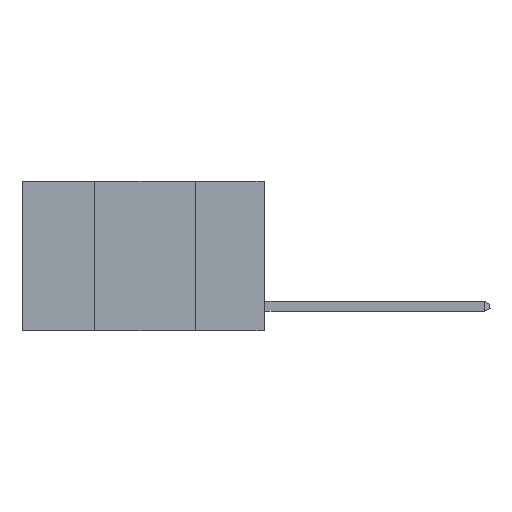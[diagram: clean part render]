
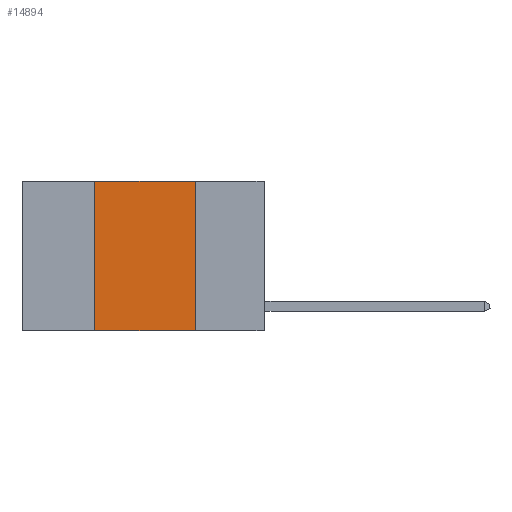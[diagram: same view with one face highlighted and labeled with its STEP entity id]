
A CAD part, left-side view. The second image highlights one B-rep face of the part: STEP entity #14894.
In plain terms, the highlighted planar face has unit normal (-1, 0, 0).
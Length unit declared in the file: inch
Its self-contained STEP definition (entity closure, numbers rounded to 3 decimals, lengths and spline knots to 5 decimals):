
#266 = CARTESIAN_POINT ( 'NONE',  ( 0., 0.6, -0.37 ) ) ;
#1826 = CARTESIAN_POINT ( 'NONE',  ( 0., 0.6, 0. ) ) ;
#3325 = DIRECTION ( 'NONE',  ( 0., 0., -1. ) ) ;
#3460 = CARTESIAN_POINT ( 'NONE',  ( 0., 0.17, 0. ) ) ;
#3998 = ORIENTED_EDGE ( 'NONE', *, *, #13719, .F. ) ;
#4989 = CARTESIAN_POINT ( 'NONE',  ( 0., 0.42, -0.37 ) ) ;
#5005 = CARTESIAN_POINT ( 'NONE',  ( 0., 0.17, 0. ) ) ;
#5185 = CARTESIAN_POINT ( 'NONE',  ( 0., 0.42, 0. ) ) ;
#6782 = LINE ( 'NONE', #12274, #20173 ) ;
#7037 = VERTEX_POINT ( 'NONE', #5185 ) ;
#7133 = PLANE ( 'NONE',  #16222 ) ;
#7254 = DIRECTION ( 'NONE',  ( 1., 0., 0. ) ) ;
#8130 = EDGE_CURVE ( 'NONE', #7037, #11375, #13287, .T. ) ;
#9181 = CARTESIAN_POINT ( 'NONE',  ( 0., 0.6, 0. ) ) ;
#10077 = VECTOR ( 'NONE', #23316, 39.37008 ) ;
#10900 = EDGE_LOOP ( 'NONE', ( #3998, #12582, #21972, #15798 ) ) ;
#11375 = VERTEX_POINT ( 'NONE', #5005 ) ;
#12274 = CARTESIAN_POINT ( 'NONE',  ( 0., 0.42, 0. ) ) ;
#12582 = ORIENTED_EDGE ( 'NONE', *, *, #8130, .F. ) ;
#12751 = FACE_OUTER_BOUND ( 'NONE', #10900, .T. ) ;
#13287 = LINE ( 'NONE', #1826, #14686 ) ;
#13436 = EDGE_CURVE ( 'NONE', #24265, #14540, #14161, .T. ) ;
#13719 = EDGE_CURVE ( 'NONE', #11375, #14540, #25062, .T. ) ;
#14161 = LINE ( 'NONE', #266, #10077 ) ;
#14540 = VERTEX_POINT ( 'NONE', #23216 ) ;
#14686 = VECTOR ( 'NONE', #24967, 39.37008 ) ;
#14894 = ADVANCED_FACE ( 'NONE', ( #12751 ), #7133, .F. ) ;
#15798 = ORIENTED_EDGE ( 'NONE', *, *, #13436, .T. ) ;
#16222 = AXIS2_PLACEMENT_3D ( 'NONE', #9181, #7254, #20513 ) ;
#16234 = VECTOR ( 'NONE', #3325, 39.37008 ) ;
#20061 = DIRECTION ( 'NONE',  ( 0., 0., 1. ) ) ;
#20173 = VECTOR ( 'NONE', #20061, 39.37008 ) ;
#20367 = EDGE_CURVE ( 'NONE', #24265, #7037, #6782, .T. ) ;
#20513 = DIRECTION ( 'NONE',  ( 0., 0., -1. ) ) ;
#21972 = ORIENTED_EDGE ( 'NONE', *, *, #20367, .F. ) ;
#23216 = CARTESIAN_POINT ( 'NONE',  ( 0., 0.17, -0.37 ) ) ;
#23316 = DIRECTION ( 'NONE',  ( 0., -1., 0. ) ) ;
#24265 = VERTEX_POINT ( 'NONE', #4989 ) ;
#24967 = DIRECTION ( 'NONE',  ( 0., -1., 0. ) ) ;
#25062 = LINE ( 'NONE', #3460, #16234 ) ;
